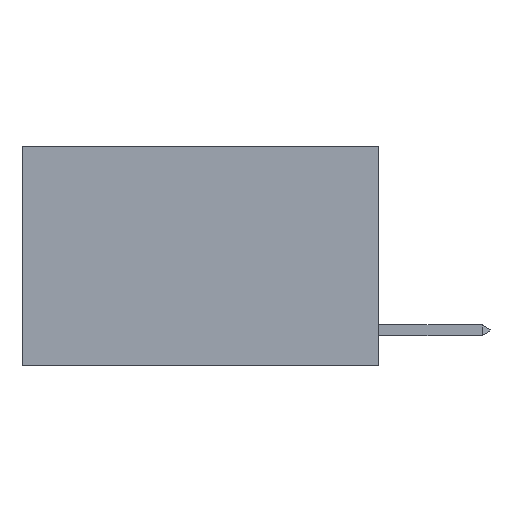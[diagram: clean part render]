
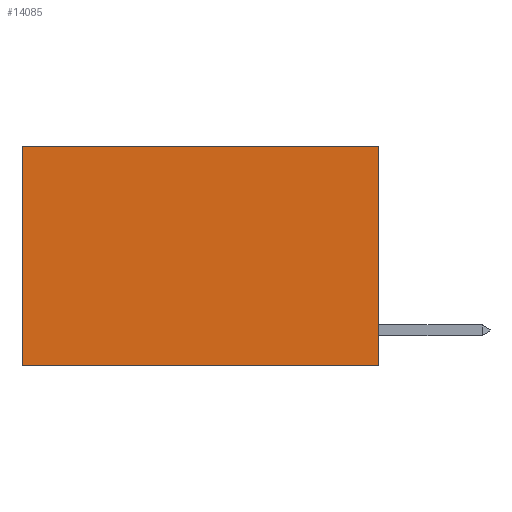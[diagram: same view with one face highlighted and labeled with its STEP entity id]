
A CAD part, left-side view. The second image highlights one B-rep face of the part: STEP entity #14085.
In plain terms, the highlighted planar face has unit normal (-1, 0, 0).
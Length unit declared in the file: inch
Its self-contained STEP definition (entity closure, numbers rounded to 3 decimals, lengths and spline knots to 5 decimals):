
#171 = ORIENTED_EDGE ( 'NONE', *, *, #17838, .F. ) ;
#511 = CARTESIAN_POINT ( 'NONE',  ( 0.2625, 0., -0.37 ) ) ;
#853 = VECTOR ( 'NONE', #10287, 39.37008 ) ;
#860 = ORIENTED_EDGE ( 'NONE', *, *, #7493, .T. ) ;
#1845 = LINE ( 'NONE', #17019, #9866 ) ;
#2634 = CARTESIAN_POINT ( 'NONE',  ( 0.2625, 0.6, 0. ) ) ;
#3047 = EDGE_LOOP ( 'NONE', ( #860, #171, #3953, #16141 ) ) ;
#3054 = CARTESIAN_POINT ( 'NONE',  ( 0.2625, 0., 0. ) ) ;
#3250 = EDGE_CURVE ( 'NONE', #18090, #3465, #1845, .T. ) ;
#3432 = DIRECTION ( 'NONE',  ( 0., 1., 0. ) ) ;
#3465 = VERTEX_POINT ( 'NONE', #2634 ) ;
#3953 = ORIENTED_EDGE ( 'NONE', *, *, #16185, .F. ) ;
#4211 = LINE ( 'NONE', #13428, #16235 ) ;
#4220 = DIRECTION ( 'NONE',  ( 0., 1., 0. ) ) ;
#4242 = VERTEX_POINT ( 'NONE', #511 ) ;
#5100 = CARTESIAN_POINT ( 'NONE',  ( 0.2625, 0., 0. ) ) ;
#6953 = CARTESIAN_POINT ( 'NONE',  ( 0.2625, 0.6, 0. ) ) ;
#7493 = EDGE_CURVE ( 'NONE', #3465, #13236, #11786, .T. ) ;
#8778 = LINE ( 'NONE', #19404, #13072 ) ;
#8867 = DIRECTION ( 'NONE',  ( 0., 0., -1. ) ) ;
#9526 = AXIS2_PLACEMENT_3D ( 'NONE', #3054, #10891, #16941 ) ;
#9630 = CARTESIAN_POINT ( 'NONE',  ( 0.2625, 0.6, -0.37 ) ) ;
#9866 = VECTOR ( 'NONE', #3432, 39.37008 ) ;
#10287 = DIRECTION ( 'NONE',  ( 0., 0., -1. ) ) ;
#10790 = FACE_OUTER_BOUND ( 'NONE', #3047, .T. ) ;
#10891 = DIRECTION ( 'NONE',  ( 1., 0., 0. ) ) ;
#11786 = LINE ( 'NONE', #6953, #853 ) ;
#12374 = PLANE ( 'NONE',  #9526 ) ;
#13072 = VECTOR ( 'NONE', #4220, 39.37008 ) ;
#13236 = VERTEX_POINT ( 'NONE', #9630 ) ;
#13428 = CARTESIAN_POINT ( 'NONE',  ( 0.2625, 0., 0. ) ) ;
#14085 = ADVANCED_FACE ( 'NONE', ( #10790 ), #12374, .F. ) ;
#16141 = ORIENTED_EDGE ( 'NONE', *, *, #3250, .T. ) ;
#16185 = EDGE_CURVE ( 'NONE', #18090, #4242, #4211, .T. ) ;
#16235 = VECTOR ( 'NONE', #8867, 39.37008 ) ;
#16941 = DIRECTION ( 'NONE',  ( 0., 0., -1. ) ) ;
#17019 = CARTESIAN_POINT ( 'NONE',  ( 0.2625, 0., 0. ) ) ;
#17838 = EDGE_CURVE ( 'NONE', #4242, #13236, #8778, .T. ) ;
#18090 = VERTEX_POINT ( 'NONE', #5100 ) ;
#19404 = CARTESIAN_POINT ( 'NONE',  ( 0.2625, 0., -0.37 ) ) ;
